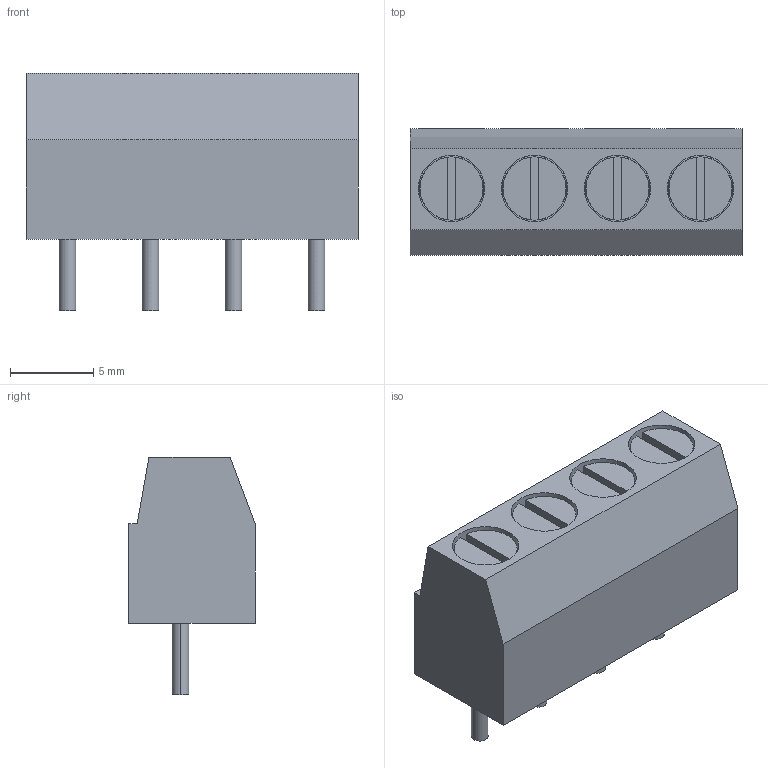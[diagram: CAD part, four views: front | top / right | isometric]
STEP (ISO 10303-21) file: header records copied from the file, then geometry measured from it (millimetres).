
FILE_DESCRIPTION(('TFLEX Exchange Step'),'2;1');
FILE_NAME('Terminal_KLS4_301_5.00_02P_2S.stp', '2020-05-21T17:01:40+05:00',('Admin'),('Unknown organisation'),'TFLEX Exchange 2019.2','T-FLEX CAD','Unknown authorisation');
FILE_SCHEMA( ('AUTOMOTIVE_DESIGN { 1 0 10303 214 1 1 1 1 }') );
Length unit declared in the file: millimetre
Products named in the file (6): 0; <Винты нормальные>Винт ГОСТ 1491-72; Тело_11:4; <Винты нормальные>Винт ГОСТ 1491-72:3; Тело_6:4; Клемник KLS2-301
Assembly tree (13 placements, depth 2):
  Клемник KLS2-301
    0
    <Винты нормальные>Винт ГОСТ 1491-72
    Тело_11:4  x4
    <Винты нормальные>Винт ГОСТ 1491-72:3  x3
    Тело_6:4  x4
Bounding box: 20 x 7.6 x 14.3 mm (x, y, z)
Volume: 1002.1 mm3; surface area: 2743.4 mm2
Topology: 13 solids, 13 shells, 173 faces, 421 edges, 274 vertices
Faces by surface type: plane 129, cylinder 36, cone 4, torus 4
Full cylindrical faces by diameter (mm): 2 x4, 3.8 x4
Entity records: 2769 total; most frequent: DIRECTION 481, CARTESIAN_POINT 452, ORIENTED_EDGE 422, EDGE_CURVE 211, AXIS2_PLACEMENT_3D 163, VECTOR 155, LINE 155, VERTEX_POINT 134
